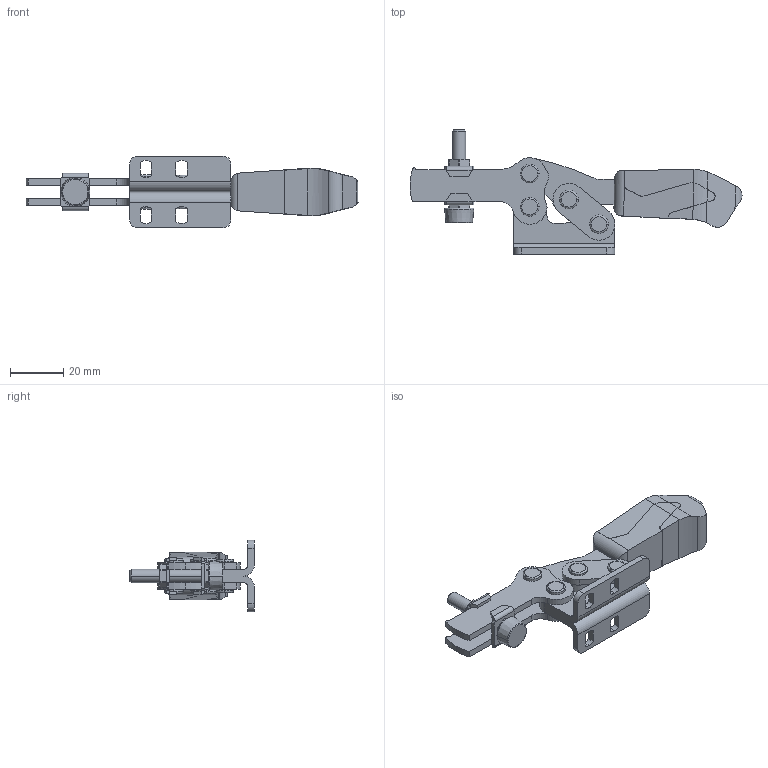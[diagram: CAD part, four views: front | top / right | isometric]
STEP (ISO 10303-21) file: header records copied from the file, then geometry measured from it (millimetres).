
FILE_DESCRIPTION (( 'STEP AP214' ), '1' );
FILE_NAME ('EH 23330.1302.STEP', '2019-10-25T05:50:04', ( '' ), ( '' ), 'SwSTEP 2.0', 'SolidWorks 2019', '' );
FILE_SCHEMA (( 'AUTOMOTIVE_DESIGN' ));
Length unit declared in the file: millimetre
Products named in the file (8): _552552_2.stp; _552552-6_0.stp; _552698-12.stp; _552552_1.stp; _552552-3_0.stp; _552698-13.stp; _557225.stp; EH 23330.1302
Assembly tree (7 placements, depth 2):
  EH 23330.1302
    _552552_1.stp
    _552552_2.stp
    _552552-3_0.stp
    _557225.stp
    _552698-12.stp
    _552698-13.stp
    _552552-6_0.stp
Bounding box: 124.76 x 46.75 x 27 mm (x, y, z)
Volume: 27047.3 mm3; surface area: 17666 mm2
Topology: 7 solids, 7 shells, 332 faces, 865 edges, 566 vertices
Faces by surface type: cylinder 152, plane 150, torus 22, cone 8
Entity records: 11586 total; most frequent: CARTESIAN_POINT 2691, ORIENTED_EDGE 1730, DIRECTION 1729, EDGE_CURVE 865, AXIS2_PLACEMENT_3D 634, VERTEX_POINT 566, LINE 461, VECTOR 461
